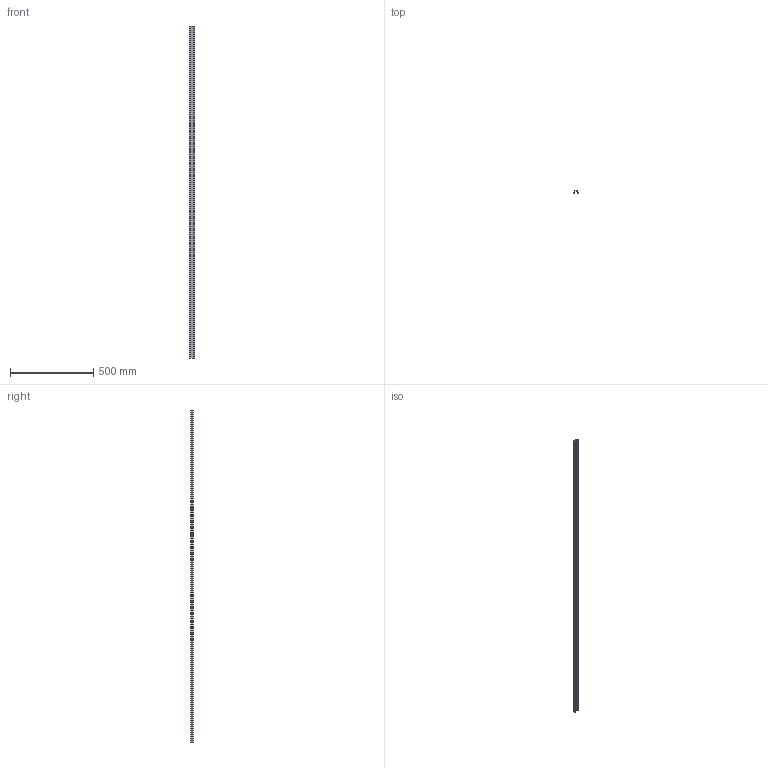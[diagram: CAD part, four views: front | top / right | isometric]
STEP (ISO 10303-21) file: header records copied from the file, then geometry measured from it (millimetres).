
FILE_DESCRIPTION (( 'STEP AP214' ), '1' );
FILE_NAME ('1115553_KSTP1.stp', '2018-08-10T05:26:02', ( '' ), ( '' ), 'SwSTEP 2.0', 'SolidWorks 2016', '' );
FILE_SCHEMA (( 'AUTOMOTIVE_DESIGN' ));
Length unit declared in the file: millimetre
Products named in the file (1): 1115553_KSTP1
Bounding box: 35.5 x 15 x 2000 mm (x, y, z)
Volume: 244520.4 mm3; surface area: 232610.4 mm2
Topology: 1 solids, 1 shells, 23 faces, 63 edges, 42 vertices
Faces by surface type: plane 14, cylinder 9
Entity records: 1022 total; most frequent: DIRECTION 129, CARTESIAN_POINT 129, ORIENTED_EDGE 126, EDGE_CURVE 63, VECTOR 45, LINE 45, VERTEX_POINT 42, AXIS2_PLACEMENT_3D 42
